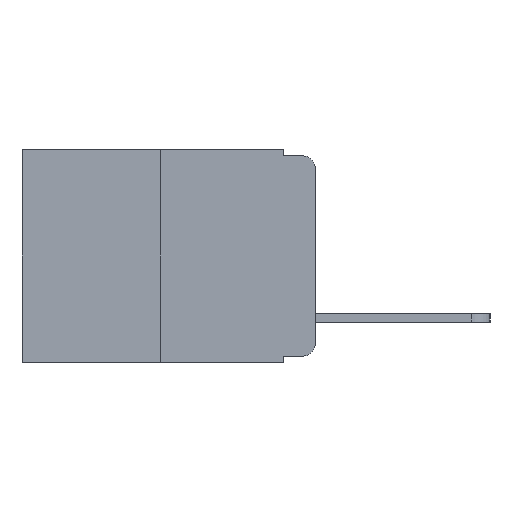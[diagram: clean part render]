
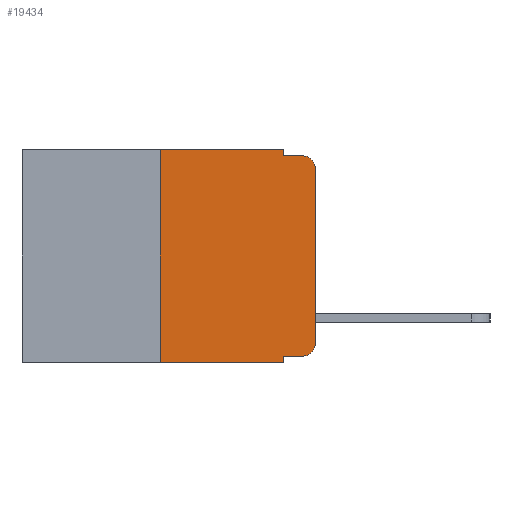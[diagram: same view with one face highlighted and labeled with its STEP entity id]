
A CAD part, left-side view. The second image highlights one B-rep face of the part: STEP entity #19434.
In plain terms, the highlighted planar face has unit normal (-1, 0, 0).
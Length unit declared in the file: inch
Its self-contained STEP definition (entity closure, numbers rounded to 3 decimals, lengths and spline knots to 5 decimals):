
#35 = EDGE_CURVE ( 'NONE', #21369, #11819, #5927, .T. ) ;
#359 = VECTOR ( 'NONE', #5845, 39.37008 ) ;
#696 = CARTESIAN_POINT ( 'NONE',  ( 0., 0., -0.313 ) ) ;
#793 = DIRECTION ( 'NONE',  ( 0., 0., -1. ) ) ;
#840 = ORIENTED_EDGE ( 'NONE', *, *, #15150, .T. ) ;
#965 = VECTOR ( 'NONE', #18498, 39.37008 ) ;
#2107 = CARTESIAN_POINT ( 'NONE',  ( 0., 0.051, -0.333 ) ) ;
#2116 = EDGE_CURVE ( 'NONE', #4442, #16390, #17246, .T. ) ;
#2126 = VERTEX_POINT ( 'NONE', #5364 ) ;
#2488 = CARTESIAN_POINT ( 'NONE',  ( 0., 0.02, -0.313 ) ) ;
#2512 = EDGE_LOOP ( 'NONE', ( #13039, #15170, #10554, #9976, #10415, #11100, #16531, #8018, #840, #16005 ) ) ;
#3021 = LINE ( 'NONE', #20126, #11044 ) ;
#4059 = VERTEX_POINT ( 'NONE', #4911 ) ;
#4072 = CARTESIAN_POINT ( 'NONE',  ( 0., 0.25, -0.343 ) ) ;
#4354 = DIRECTION ( 'NONE',  ( 0., 0., -1. ) ) ;
#4442 = VERTEX_POINT ( 'NONE', #15988 ) ;
#4557 = CARTESIAN_POINT ( 'NONE',  ( 0., 0.051, 0. ) ) ;
#4587 = AXIS2_PLACEMENT_3D ( 'NONE', #21875, #10769, #23743 ) ;
#4686 = DIRECTION ( 'NONE',  ( 0., 0., -1. ) ) ;
#4911 = CARTESIAN_POINT ( 'NONE',  ( 0., 0., -0.03 ) ) ;
#5046 = VECTOR ( 'NONE', #18073, 39.37008 ) ;
#5364 = CARTESIAN_POINT ( 'NONE',  ( 0., 0.02, -0.333 ) ) ;
#5845 = DIRECTION ( 'NONE',  ( 0., -1., 0. ) ) ;
#5927 = LINE ( 'NONE', #13866, #965 ) ;
#6270 = VERTEX_POINT ( 'NONE', #4072 ) ;
#6913 = AXIS2_PLACEMENT_3D ( 'NONE', #10186, #23144, #11987 ) ;
#7579 = VECTOR ( 'NONE', #4686, 39.37008 ) ;
#7594 = EDGE_CURVE ( 'NONE', #11819, #20350, #19951, .T. ) ;
#7896 = DIRECTION ( 'NONE',  ( 0., 0., 1. ) ) ;
#8018 = ORIENTED_EDGE ( 'NONE', *, *, #2116, .F. ) ;
#8804 = CARTESIAN_POINT ( 'NONE',  ( 0., 0.051, -0.343 ) ) ;
#9147 = CARTESIAN_POINT ( 'NONE',  ( 0., 0.051, -0.01 ) ) ;
#9976 = ORIENTED_EDGE ( 'NONE', *, *, #7594, .F. ) ;
#10186 = CARTESIAN_POINT ( 'NONE',  ( 0., 0.473, 0. ) ) ;
#10415 = ORIENTED_EDGE ( 'NONE', *, *, #35, .F. ) ;
#10554 = ORIENTED_EDGE ( 'NONE', *, *, #22067, .F. ) ;
#10621 = DIRECTION ( 'NONE',  ( 0., 0., 1. ) ) ;
#10729 = CARTESIAN_POINT ( 'NONE',  ( 0., 0.051, 0. ) ) ;
#10754 = LINE ( 'NONE', #2107, #359 ) ;
#10769 = DIRECTION ( 'NONE',  ( -1., 0., 0. ) ) ;
#11039 = EDGE_CURVE ( 'NONE', #2126, #23039, #20243, .T. ) ;
#11044 = VECTOR ( 'NONE', #21984, 39.37008 ) ;
#11100 = ORIENTED_EDGE ( 'NONE', *, *, #12381, .F. ) ;
#11819 = VERTEX_POINT ( 'NONE', #10729 ) ;
#11987 = DIRECTION ( 'NONE',  ( 0., 0., -1. ) ) ;
#12153 = VERTEX_POINT ( 'NONE', #19041 ) ;
#12381 = EDGE_CURVE ( 'NONE', #6270, #21369, #19567, .T. ) ;
#13039 = ORIENTED_EDGE ( 'NONE', *, *, #15437, .T. ) ;
#13771 = EDGE_CURVE ( 'NONE', #4059, #12153, #17415, .T. ) ;
#13866 = CARTESIAN_POINT ( 'NONE',  ( 0., 0.473, 0. ) ) ;
#14195 = CARTESIAN_POINT ( 'NONE',  ( 0., 0.25, 0. ) ) ;
#14848 = VECTOR ( 'NONE', #7896, 39.37008 ) ;
#14923 = VECTOR ( 'NONE', #793, 39.37008 ) ;
#15150 = EDGE_CURVE ( 'NONE', #4442, #2126, #10754, .T. ) ;
#15170 = ORIENTED_EDGE ( 'NONE', *, *, #13771, .T. ) ;
#15289 = DIRECTION ( 'NONE',  ( -1., 0., 0. ) ) ;
#15437 = EDGE_CURVE ( 'NONE', #23039, #4059, #19875, .T. ) ;
#15988 = CARTESIAN_POINT ( 'NONE',  ( 0., 0.051, -0.333 ) ) ;
#16005 = ORIENTED_EDGE ( 'NONE', *, *, #11039, .T. ) ;
#16163 = CARTESIAN_POINT ( 'NONE',  ( 0., 0.051, -0.01 ) ) ;
#16390 = VERTEX_POINT ( 'NONE', #8804 ) ;
#16531 = ORIENTED_EDGE ( 'NONE', *, *, #18423, .T. ) ;
#17246 = LINE ( 'NONE', #21510, #7579 ) ;
#17415 = CIRCLE ( 'NONE', #4587, 0.02 ) ;
#17473 = PLANE ( 'NONE',  #6913 ) ;
#17910 = FACE_OUTER_BOUND ( 'NONE', #2512, .T. ) ;
#18073 = DIRECTION ( 'NONE',  ( 0., -1., 0. ) ) ;
#18423 = EDGE_CURVE ( 'NONE', #6270, #16390, #3021, .T. ) ;
#18498 = DIRECTION ( 'NONE',  ( 0., -1., 0. ) ) ;
#19041 = CARTESIAN_POINT ( 'NONE',  ( 0., 0.02, -0.01 ) ) ;
#19434 = ADVANCED_FACE ( 'NONE', ( #17910 ), #17473, .F. ) ;
#19567 = LINE ( 'NONE', #14195, #23331 ) ;
#19762 = LINE ( 'NONE', #16163, #5046 ) ;
#19875 = LINE ( 'NONE', #20773, #14848 ) ;
#19951 = LINE ( 'NONE', #4557, #14923 ) ;
#20126 = CARTESIAN_POINT ( 'NONE',  ( 0., 0.473, -0.343 ) ) ;
#20243 = CIRCLE ( 'NONE', #20440, 0.02 ) ;
#20350 = VERTEX_POINT ( 'NONE', #9147 ) ;
#20440 = AXIS2_PLACEMENT_3D ( 'NONE', #2488, #15289, #4354 ) ;
#20773 = CARTESIAN_POINT ( 'NONE',  ( 0., 0., 0. ) ) ;
#21369 = VERTEX_POINT ( 'NONE', #23423 ) ;
#21510 = CARTESIAN_POINT ( 'NONE',  ( 0., 0.051, 0. ) ) ;
#21875 = CARTESIAN_POINT ( 'NONE',  ( 0., 0.02, -0.03 ) ) ;
#21984 = DIRECTION ( 'NONE',  ( 0., -1., 0. ) ) ;
#22067 = EDGE_CURVE ( 'NONE', #20350, #12153, #19762, .T. ) ;
#23039 = VERTEX_POINT ( 'NONE', #696 ) ;
#23144 = DIRECTION ( 'NONE',  ( 1., 0., 0. ) ) ;
#23331 = VECTOR ( 'NONE', #10621, 39.37008 ) ;
#23423 = CARTESIAN_POINT ( 'NONE',  ( 0., 0.25, 0. ) ) ;
#23743 = DIRECTION ( 'NONE',  ( 0., 0., -1. ) ) ;
